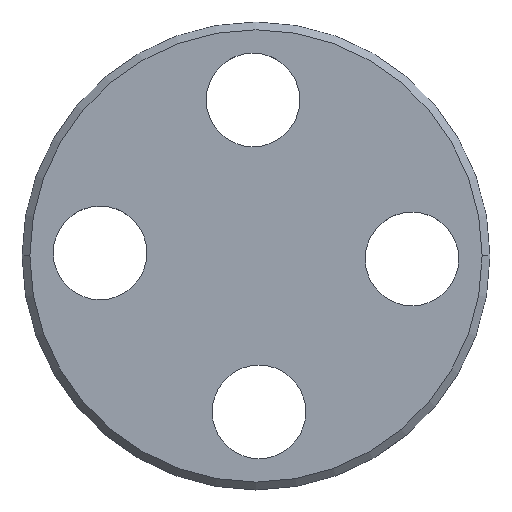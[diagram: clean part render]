
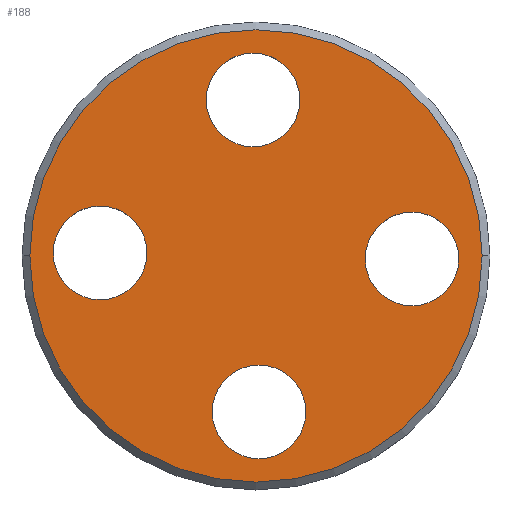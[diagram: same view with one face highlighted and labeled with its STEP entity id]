
A CAD part, top view. The second image highlights one B-rep face of the part: STEP entity #188.
In plain terms, the highlighted planar face has unit normal (0, 0, 1).
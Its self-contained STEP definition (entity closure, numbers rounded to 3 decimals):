
#20 = DIRECTION ( 'NONE',  ( 0., 0., -1. ) ) ;
#34 = FACE_OUTER_BOUND ( 'NONE', #243, .T. ) ;
#43 = AXIS2_PLACEMENT_3D ( 'NONE', #213, #221, #356 ) ;
#49 = EDGE_CURVE ( 'NONE', #144, #321, #518, .T. ) ;
#50 = ORIENTED_EDGE ( 'NONE', *, *, #501, .T. ) ;
#78 = VERTEX_POINT ( 'NONE', #580 ) ;
#85 = EDGE_LOOP ( 'NONE', ( #264, #473 ) ) ;
#86 = CIRCLE ( 'NONE', #560, 3. ) ;
#94 = FACE_BOUND ( 'NONE', #85, .T. ) ;
#107 = CIRCLE ( 'NONE', #199, 3. ) ;
#118 = DIRECTION ( 'NONE',  ( 0., 0., -1. ) ) ;
#121 = VERTEX_POINT ( 'NONE', #160 ) ;
#131 = AXIS2_PLACEMENT_3D ( 'NONE', #548, #118, #397 ) ;
#132 = FACE_BOUND ( 'NONE', #239, .T. ) ;
#137 = CIRCLE ( 'NONE', #395, 3. ) ;
#141 = EDGE_CURVE ( 'NONE', #559, #379, #216, .T. ) ;
#144 = VERTEX_POINT ( 'NONE', #298 ) ;
#160 = CARTESIAN_POINT ( 'NONE',  ( 13., -0.191, 4. ) ) ;
#164 = CARTESIAN_POINT ( 'NONE',  ( 10., -0.191, 4. ) ) ;
#168 = ORIENTED_EDGE ( 'NONE', *, *, #571, .T. ) ;
#182 = DIRECTION ( 'NONE',  ( 0., 0., -1. ) ) ;
#188 = ADVANCED_FACE ( 'NONE', ( #34, #94, #132, #225, #611 ), #354, .T. ) ;
#191 = AXIS2_PLACEMENT_3D ( 'NONE', #585, #255, #258 ) ;
#192 = CIRCLE ( 'NONE', #419, 3. ) ;
#193 = DIRECTION ( 'NONE',  ( 0., 0., -1. ) ) ;
#194 = ORIENTED_EDGE ( 'NONE', *, *, #352, .T. ) ;
#198 = CARTESIAN_POINT ( 'NONE',  ( 10., -0.191, 4. ) ) ;
#199 = AXIS2_PLACEMENT_3D ( 'NONE', #475, #182, #235 ) ;
#202 = CARTESIAN_POINT ( 'NONE',  ( -12.998, 0.193, 4. ) ) ;
#203 = DIRECTION ( 'NONE',  ( 0., 0., -1. ) ) ;
#204 = CIRCLE ( 'NONE', #131, 3. ) ;
#205 = CARTESIAN_POINT ( 'NONE',  ( 2.809, 10., 4. ) ) ;
#213 = CARTESIAN_POINT ( 'NONE',  ( 0., 0., 4. ) ) ;
#216 = CIRCLE ( 'NONE', #609, 3. ) ;
#219 = ORIENTED_EDGE ( 'NONE', *, *, #234, .T. ) ;
#221 = DIRECTION ( 'NONE',  ( 0., 0., 1. ) ) ;
#225 = FACE_BOUND ( 'NONE', #613, .T. ) ;
#234 = EDGE_CURVE ( 'NONE', #532, #305, #204, .T. ) ;
#235 = DIRECTION ( 'NONE',  ( -1., 0., 0. ) ) ;
#239 = EDGE_LOOP ( 'NONE', ( #524, #194 ) ) ;
#242 = CIRCLE ( 'NONE', #522, 3. ) ;
#243 = EDGE_LOOP ( 'NONE', ( #168, #290 ) ) ;
#255 = DIRECTION ( 'NONE',  ( 0., 0., 1. ) ) ;
#256 = DIRECTION ( 'NONE',  ( -1., 0., 0. ) ) ;
#258 = DIRECTION ( 'NONE',  ( 1., 0., 0. ) ) ;
#264 = ORIENTED_EDGE ( 'NONE', *, *, #562, .T. ) ;
#265 = DIRECTION ( 'NONE',  ( -1., 0., 0. ) ) ;
#266 = EDGE_CURVE ( 'NONE', #78, #430, #242, .T. ) ;
#267 = CARTESIAN_POINT ( 'NONE',  ( -3.191, 10., 4. ) ) ;
#283 = DIRECTION ( 'NONE',  ( 0., 0., -1. ) ) ;
#286 = AXIS2_PLACEMENT_3D ( 'NONE', #391, #592, #589 ) ;
#287 = CARTESIAN_POINT ( 'NONE',  ( 7., -0.191, 4. ) ) ;
#290 = ORIENTED_EDGE ( 'NONE', *, *, #49, .T. ) ;
#291 = EDGE_CURVE ( 'NONE', #430, #78, #517, .T. ) ;
#292 = DIRECTION ( 'NONE',  ( -1., 0., 0. ) ) ;
#294 = CIRCLE ( 'NONE', #43, 14.5 ) ;
#298 = CARTESIAN_POINT ( 'NONE',  ( 14.5, 0., 4. ) ) ;
#305 = VERTEX_POINT ( 'NONE', #541 ) ;
#307 = CARTESIAN_POINT ( 'NONE',  ( -9.998, 0.193, 4. ) ) ;
#321 = VERTEX_POINT ( 'NONE', #483 ) ;
#340 = DIRECTION ( 'NONE',  ( 0., 0., -1. ) ) ;
#350 = DIRECTION ( 'NONE',  ( -1., 0., 0. ) ) ;
#352 = EDGE_CURVE ( 'NONE', #379, #559, #107, .T. ) ;
#354 = PLANE ( 'NONE',  #191 ) ;
#356 = DIRECTION ( 'NONE',  ( 1., 0., 0. ) ) ;
#358 = AXIS2_PLACEMENT_3D ( 'NONE', #505, #283, #528 ) ;
#379 = VERTEX_POINT ( 'NONE', #205 ) ;
#391 = CARTESIAN_POINT ( 'NONE',  ( 0., 0., 4. ) ) ;
#395 = AXIS2_PLACEMENT_3D ( 'NONE', #198, #20, #292 ) ;
#397 = DIRECTION ( 'NONE',  ( -1., 0., 0. ) ) ;
#408 = VERTEX_POINT ( 'NONE', #287 ) ;
#419 = AXIS2_PLACEMENT_3D ( 'NONE', #434, #193, #577 ) ;
#423 = EDGE_LOOP ( 'NONE', ( #489, #481 ) ) ;
#430 = VERTEX_POINT ( 'NONE', #202 ) ;
#434 = CARTESIAN_POINT ( 'NONE',  ( 0.193, -9.998, 4. ) ) ;
#456 = CARTESIAN_POINT ( 'NONE',  ( -2.807, -9.998, 4. ) ) ;
#470 = EDGE_CURVE ( 'NONE', #121, #408, #137, .T. ) ;
#473 = ORIENTED_EDGE ( 'NONE', *, *, #470, .T. ) ;
#475 = CARTESIAN_POINT ( 'NONE',  ( -0.191, 10., 4. ) ) ;
#481 = ORIENTED_EDGE ( 'NONE', *, *, #266, .T. ) ;
#483 = CARTESIAN_POINT ( 'NONE',  ( -14.5, 0., 4. ) ) ;
#484 = CARTESIAN_POINT ( 'NONE',  ( -0.191, 10., 4. ) ) ;
#489 = ORIENTED_EDGE ( 'NONE', *, *, #291, .T. ) ;
#501 = EDGE_CURVE ( 'NONE', #305, #532, #192, .T. ) ;
#505 = CARTESIAN_POINT ( 'NONE',  ( -9.998, 0.193, 4. ) ) ;
#507 = DIRECTION ( 'NONE',  ( 0., 0., -1. ) ) ;
#517 = CIRCLE ( 'NONE', #358, 3. ) ;
#518 = CIRCLE ( 'NONE', #286, 14.5 ) ;
#522 = AXIS2_PLACEMENT_3D ( 'NONE', #307, #203, #256 ) ;
#524 = ORIENTED_EDGE ( 'NONE', *, *, #141, .T. ) ;
#528 = DIRECTION ( 'NONE',  ( -1., 0., 0. ) ) ;
#532 = VERTEX_POINT ( 'NONE', #456 ) ;
#541 = CARTESIAN_POINT ( 'NONE',  ( 3.193, -9.998, 4. ) ) ;
#548 = CARTESIAN_POINT ( 'NONE',  ( 0.193, -9.998, 4. ) ) ;
#559 = VERTEX_POINT ( 'NONE', #267 ) ;
#560 = AXIS2_PLACEMENT_3D ( 'NONE', #164, #507, #265 ) ;
#562 = EDGE_CURVE ( 'NONE', #408, #121, #86, .T. ) ;
#571 = EDGE_CURVE ( 'NONE', #321, #144, #294, .T. ) ;
#577 = DIRECTION ( 'NONE',  ( -1., 0., 0. ) ) ;
#580 = CARTESIAN_POINT ( 'NONE',  ( -6.998, 0.193, 4. ) ) ;
#585 = CARTESIAN_POINT ( 'NONE',  ( 0., 0., 4. ) ) ;
#589 = DIRECTION ( 'NONE',  ( 1., 0., 0. ) ) ;
#592 = DIRECTION ( 'NONE',  ( 0., 0., 1. ) ) ;
#609 = AXIS2_PLACEMENT_3D ( 'NONE', #484, #340, #350 ) ;
#611 = FACE_BOUND ( 'NONE', #423, .T. ) ;
#613 = EDGE_LOOP ( 'NONE', ( #219, #50 ) ) ;
